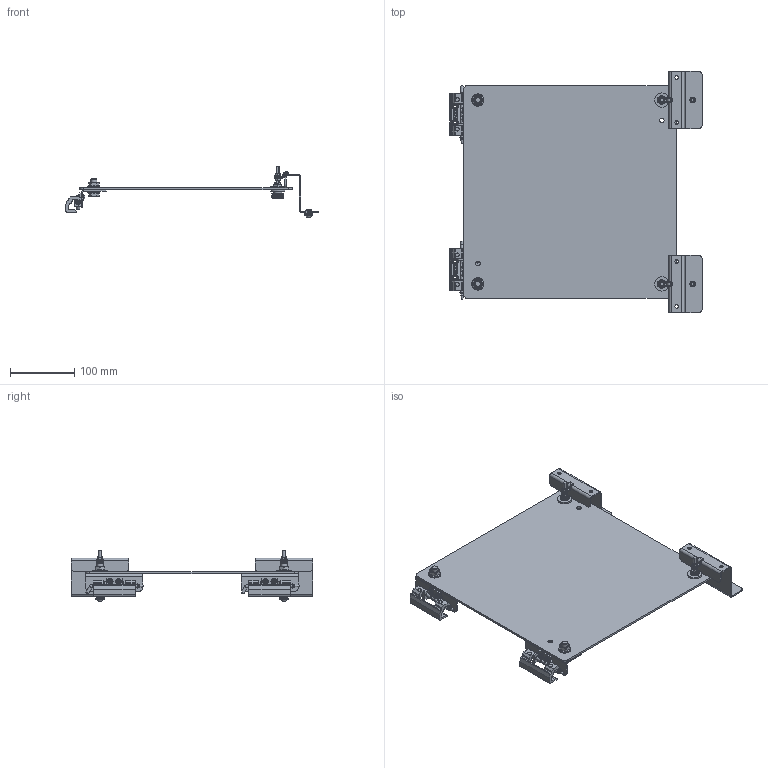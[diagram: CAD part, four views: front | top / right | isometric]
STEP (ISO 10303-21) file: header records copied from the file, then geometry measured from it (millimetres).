
FILE_DESCRIPTION (( 'STEP AP214' ), '1' );
FILE_NAME ('SCE-ELSP.STEP', '2022-08-30T12:37:48', ( '' ), ( '' ), 'SwSTEP 2.0', 'SolidWorks 2021', '' );
FILE_SCHEMA (( 'AUTOMOTIVE_DESIGN' ));
Length unit declared in the file: inch
Products named in the file (1): SCE-ELSP
Bounding box: 392.61 x 374.65 x 78.3 mm (x, y, z)
Volume: 457413.9 mm3; surface area: 334743.2 mm2
Topology: 61 solids, 61 shells, 1620 faces, 4070 edges, 2522 vertices
Faces by surface type: plane 832, cylinder 392, bspline 290, cone 102, torus 4
Full cylindrical faces by diameter (mm): 1.016 x2, 1.588 x2, 1.6 x2, 3.124 x4, 3.175 x2, 3.454 x4, 3.978 x2, 4.318 x6, 4.775 x4, 4.826 x10, 4.978 x8, 5.182 x4, 5.207 x4, 5.232 x4, 5.385 x2, 5.537 x8, 6.096 x4, 6.325 x8, 6.35 x8, 7.144 x2, 8.4 x2, 8.636 x6, 9.322 x2, 9.474 x6, 9.525 x4, 9.677 x4, 10.262 x2, 11.1 x2, 11.506 x2, 11.938 x4
Entity records: 60902 total; most frequent: CARTESIAN_POINT 26323, ORIENTED_EDGE 7300, DIRECTION 5840, EDGE_CURVE 3650, VERTEX_POINT 2444, AXIS2_PLACEMENT_3D 2181, EDGE_LOOP 2056, FACE_OUTER_BOUND 1786
